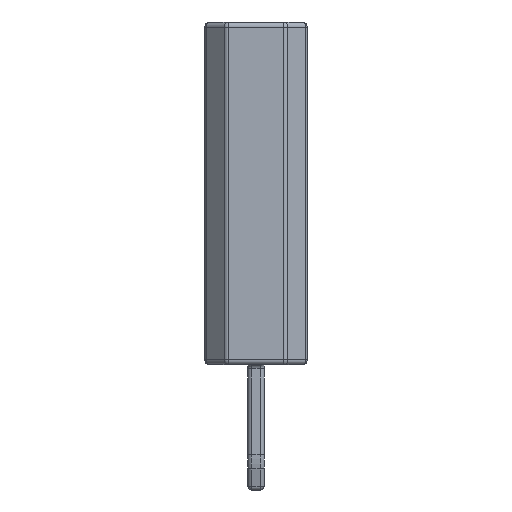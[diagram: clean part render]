
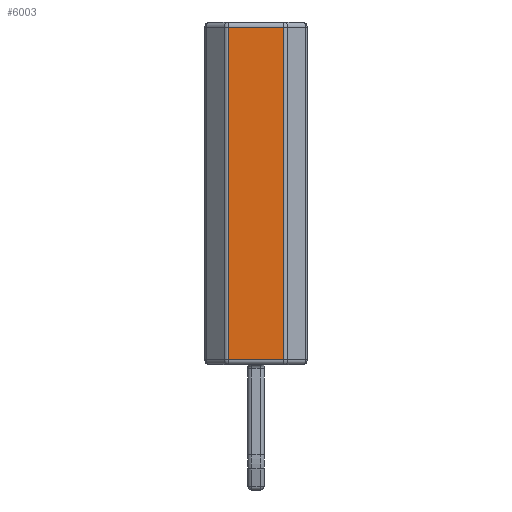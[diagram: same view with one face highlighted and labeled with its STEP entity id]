
A CAD part, left-side view. The second image highlights one B-rep face of the part: STEP entity #6003.
In plain terms, the highlighted planar face has unit normal (-1, 0, 0).
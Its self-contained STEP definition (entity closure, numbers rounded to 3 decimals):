
#5345 = CYLINDRICAL_SURFACE('',#5346,0.125);
#5346 = AXIS2_PLACEMENT_3D('',#5347,#5348,#5349);
#5347 = CARTESIAN_POINT('',(-1.145,0.692,0.));
#5348 = DIRECTION('',(0.,0.,1.));
#5349 = DIRECTION('',(-0.707,0.707,0.));
#5450 = VERTEX_POINT('',#5451);
#5451 = CARTESIAN_POINT('',(-1.27,0.692,0.125));
#5478 = EDGE_CURVE('',#5450,#5479,#5481,.T.);
#5479 = VERTEX_POINT('',#5480);
#5480 = CARTESIAN_POINT('',(-1.27,0.692,8.375));
#5481 = SURFACE_CURVE('',#5482,(#5486,#5493),.PCURVE_S1.);
#5482 = LINE('',#5483,#5484);
#5483 = CARTESIAN_POINT('',(-1.27,0.692,0.));
#5484 = VECTOR('',#5485,1.);
#5485 = DIRECTION('',(0.,0.,1.));
#5486 = PCURVE('',#5345,#5487);
#5487 = DEFINITIONAL_REPRESENTATION('',(#5488),#5492);
#5488 = LINE('',#5489,#5490);
#5489 = CARTESIAN_POINT('',(0.785,0.));
#5490 = VECTOR('',#5491,1.);
#5491 = DIRECTION('',(0.,1.));
#5492 = ( GEOMETRIC_REPRESENTATION_CONTEXT(2) 
PARAMETRIC_REPRESENTATION_CONTEXT() REPRESENTATION_CONTEXT('2D SPACE',''
  ) );
#5493 = PCURVE('',#5494,#5499);
#5494 = PLANE('',#5495);
#5495 = AXIS2_PLACEMENT_3D('',#5496,#5497,#5498);
#5496 = CARTESIAN_POINT('',(-1.27,-0.744,0.));
#5497 = DIRECTION('',(-1.,0.,0.));
#5498 = DIRECTION('',(0.,1.,0.));
#5499 = DEFINITIONAL_REPRESENTATION('',(#5500),#5504);
#5500 = LINE('',#5501,#5502);
#5501 = CARTESIAN_POINT('',(1.436,0.));
#5502 = VECTOR('',#5503,1.);
#5503 = DIRECTION('',(0.,-1.));
#5504 = ( GEOMETRIC_REPRESENTATION_CONTEXT(2) 
PARAMETRIC_REPRESENTATION_CONTEXT() REPRESENTATION_CONTEXT('2D SPACE',''
  ) );
#5708 = CYLINDRICAL_SURFACE('',#5709,0.125);
#5709 = AXIS2_PLACEMENT_3D('',#5710,#5711,#5712);
#5710 = CARTESIAN_POINT('',(-1.145,-0.744,8.375));
#5711 = DIRECTION('',(0.,1.,0.));
#5712 = DIRECTION('',(-1.,0.,0.));
#5990 = CYLINDRICAL_SURFACE('',#5991,0.125);
#5991 = AXIS2_PLACEMENT_3D('',#5992,#5993,#5994);
#5992 = CARTESIAN_POINT('',(-1.145,-0.744,0.125));
#5993 = DIRECTION('',(0.,1.,0.));
#5994 = DIRECTION('',(-1.,0.,0.));
#6003 = ADVANCED_FACE('',(#6004),#5494,.T.);
#6004 = FACE_BOUND('',#6005,.T.);
#6005 = EDGE_LOOP('',(#6006,#6029,#6030,#6053));
#6006 = ORIENTED_EDGE('',*,*,#6007,.T.);
#6007 = EDGE_CURVE('',#6008,#5479,#6010,.T.);
#6008 = VERTEX_POINT('',#6009);
#6009 = CARTESIAN_POINT('',(-1.27,-0.692,8.375));
#6010 = SURFACE_CURVE('',#6011,(#6015,#6022),.PCURVE_S1.);
#6011 = LINE('',#6012,#6013);
#6012 = CARTESIAN_POINT('',(-1.27,-0.744,8.375));
#6013 = VECTOR('',#6014,1.);
#6014 = DIRECTION('',(0.,1.,0.));
#6015 = PCURVE('',#5494,#6016);
#6016 = DEFINITIONAL_REPRESENTATION('',(#6017),#6021);
#6017 = LINE('',#6018,#6019);
#6018 = CARTESIAN_POINT('',(0.,-8.375));
#6019 = VECTOR('',#6020,1.);
#6020 = DIRECTION('',(1.,0.));
#6021 = ( GEOMETRIC_REPRESENTATION_CONTEXT(2) 
PARAMETRIC_REPRESENTATION_CONTEXT() REPRESENTATION_CONTEXT('2D SPACE',''
  ) );
#6022 = PCURVE('',#5708,#6023);
#6023 = DEFINITIONAL_REPRESENTATION('',(#6024),#6028);
#6024 = LINE('',#6025,#6026);
#6025 = CARTESIAN_POINT('',(0.,0.));
#6026 = VECTOR('',#6027,1.);
#6027 = DIRECTION('',(0.,1.));
#6028 = ( GEOMETRIC_REPRESENTATION_CONTEXT(2) 
PARAMETRIC_REPRESENTATION_CONTEXT() REPRESENTATION_CONTEXT('2D SPACE',''
  ) );
#6029 = ORIENTED_EDGE('',*,*,#5478,.F.);
#6030 = ORIENTED_EDGE('',*,*,#6031,.F.);
#6031 = EDGE_CURVE('',#6032,#5450,#6034,.T.);
#6032 = VERTEX_POINT('',#6033);
#6033 = CARTESIAN_POINT('',(-1.27,-0.692,0.125));
#6034 = SURFACE_CURVE('',#6035,(#6039,#6046),.PCURVE_S1.);
#6035 = LINE('',#6036,#6037);
#6036 = CARTESIAN_POINT('',(-1.27,-0.744,0.125));
#6037 = VECTOR('',#6038,1.);
#6038 = DIRECTION('',(0.,1.,0.));
#6039 = PCURVE('',#5494,#6040);
#6040 = DEFINITIONAL_REPRESENTATION('',(#6041),#6045);
#6041 = LINE('',#6042,#6043);
#6042 = CARTESIAN_POINT('',(0.,-0.125));
#6043 = VECTOR('',#6044,1.);
#6044 = DIRECTION('',(1.,0.));
#6045 = ( GEOMETRIC_REPRESENTATION_CONTEXT(2) 
PARAMETRIC_REPRESENTATION_CONTEXT() REPRESENTATION_CONTEXT('2D SPACE',''
  ) );
#6046 = PCURVE('',#5990,#6047);
#6047 = DEFINITIONAL_REPRESENTATION('',(#6048),#6052);
#6048 = LINE('',#6049,#6050);
#6049 = CARTESIAN_POINT('',(-0.,0.));
#6050 = VECTOR('',#6051,1.);
#6051 = DIRECTION('',(-0.,1.));
#6052 = ( GEOMETRIC_REPRESENTATION_CONTEXT(2) 
PARAMETRIC_REPRESENTATION_CONTEXT() REPRESENTATION_CONTEXT('2D SPACE',''
  ) );
#6053 = ORIENTED_EDGE('',*,*,#6054,.T.);
#6054 = EDGE_CURVE('',#6032,#6008,#6055,.T.);
#6055 = SURFACE_CURVE('',#6056,(#6060,#6067),.PCURVE_S1.);
#6056 = LINE('',#6057,#6058);
#6057 = CARTESIAN_POINT('',(-1.27,-0.692,0.));
#6058 = VECTOR('',#6059,1.);
#6059 = DIRECTION('',(0.,0.,1.));
#6060 = PCURVE('',#5494,#6061);
#6061 = DEFINITIONAL_REPRESENTATION('',(#6062),#6066);
#6062 = LINE('',#6063,#6064);
#6063 = CARTESIAN_POINT('',(0.052,0.));
#6064 = VECTOR('',#6065,1.);
#6065 = DIRECTION('',(0.,-1.));
#6066 = ( GEOMETRIC_REPRESENTATION_CONTEXT(2) 
PARAMETRIC_REPRESENTATION_CONTEXT() REPRESENTATION_CONTEXT('2D SPACE',''
  ) );
#6067 = PCURVE('',#6068,#6073);
#6068 = CYLINDRICAL_SURFACE('',#6069,0.125);
#6069 = AXIS2_PLACEMENT_3D('',#6070,#6071,#6072);
#6070 = CARTESIAN_POINT('',(-1.145,-0.692,0.));
#6071 = DIRECTION('',(0.,0.,1.));
#6072 = DIRECTION('',(-1.,0.,0.));
#6073 = DEFINITIONAL_REPRESENTATION('',(#6074),#6078);
#6074 = LINE('',#6075,#6076);
#6075 = CARTESIAN_POINT('',(0.,0.));
#6076 = VECTOR('',#6077,1.);
#6077 = DIRECTION('',(0.,1.));
#6078 = ( GEOMETRIC_REPRESENTATION_CONTEXT(2) 
PARAMETRIC_REPRESENTATION_CONTEXT() REPRESENTATION_CONTEXT('2D SPACE',''
  ) );
